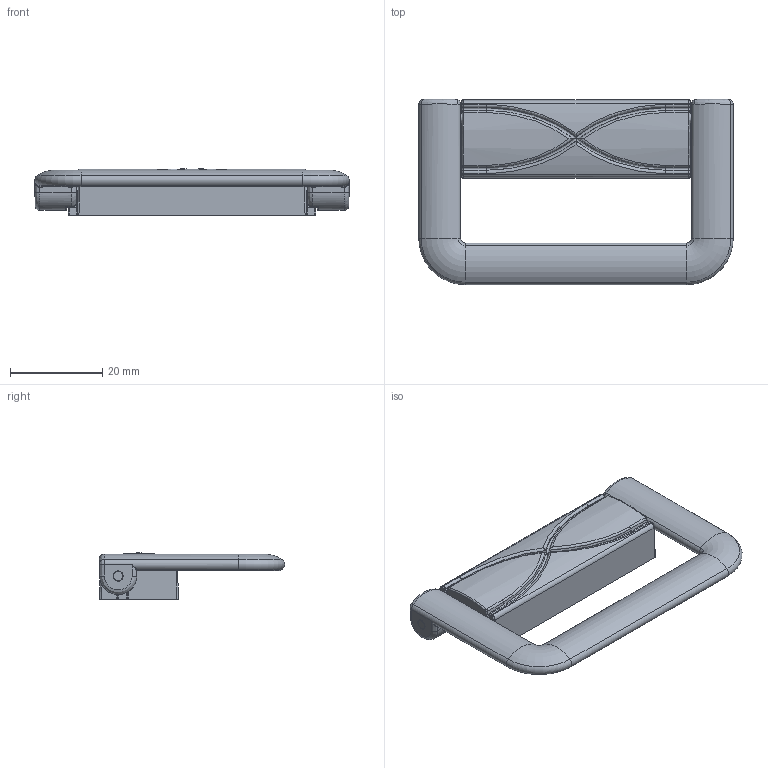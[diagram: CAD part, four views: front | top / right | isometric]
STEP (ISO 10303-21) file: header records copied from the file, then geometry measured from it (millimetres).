
FILE_DESCRIPTION(('Creo Elements/Direct Modeling STEP Export'),'2;1');
FILE_NAME('2204-68.stp','2024-09-12T10:49:50',(''),(''),'Creo Elements/Direct Modeling STEP processor for AP214 (Solid Model)','Creo Elements/Direct Modeling 20.0 12-Nov-2016 (C) Parametric Technology GmbH','');
FILE_SCHEMA(('AUTOMOTIVE_DESIGN { 1 0 10303 214 1 1 1 1 }'));
Products named in the file (4): Griffkörper; Stift; Hängegriff; Griff
Assembly tree (4 placements, depth 2):
  Griff
    Hängegriff
    Stift  x2
    Griffkörper
Bounding box: 68 x 40.06 x 10 mm (x, y, z)
Volume: 6154.3 mm3; surface area: 8137.6 mm2
Topology: 4 solids, 4 shells, 611 faces, 1457 edges, 853 vertices
Faces by surface type: bspline 342, cylinder 120, plane 74, extrusion 39, torus 18, cone 16, sphere 2
Entity records: 74105 total; most frequent: CARTESIAN_POINT 63898, ORIENTED_EDGE 2878, EDGE_CURVE 1439, DIRECTION 960, VERTEX_POINT 847, B_SPLINE_CURVE_WITH_KNOTS 707, EDGE_LOOP 620, FACE_OUTER_BOUND 605
